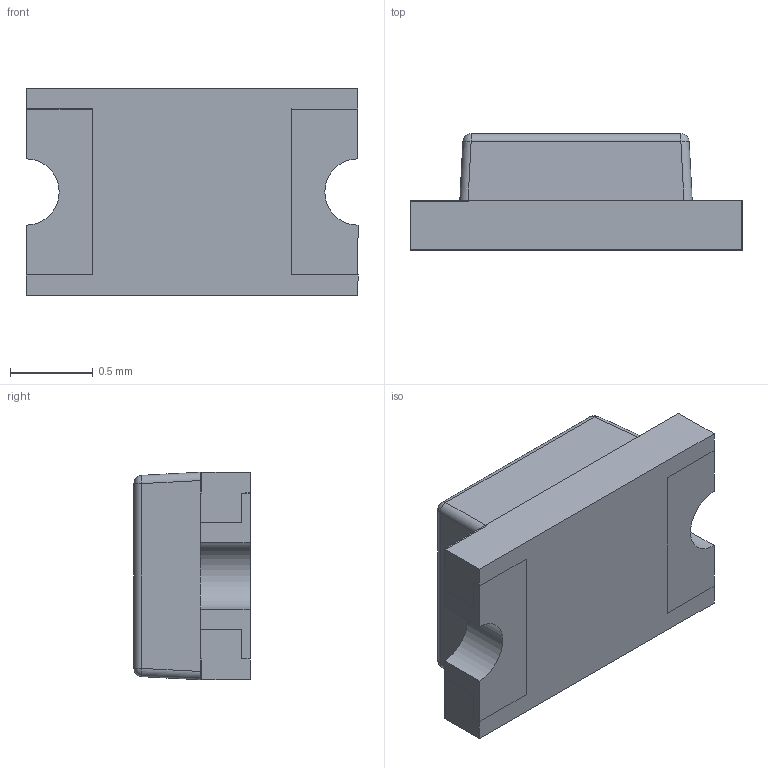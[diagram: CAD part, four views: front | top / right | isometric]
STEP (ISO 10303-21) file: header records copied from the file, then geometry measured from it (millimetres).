
FILE_DESCRIPTION (( 'STEP AP214' ), '1' );
FILE_NAME ('599-0110-007F.STEP', '2021-06-17T05:55:49', ( '' ), ( '' ), 'SwSTEP 2.0', 'SolidWorks 2018', '' );
FILE_SCHEMA (( 'AUTOMOTIVE_DESIGN' ));
Length unit declared in the file: millimetre
Products named in the file (1): 599-0110-007F
Bounding box: 2 x 0.7 x 1.25 mm (x, y, z)
Volume: 1.4 mm3; surface area: 11.4 mm2
Topology: 5 solids, 5 shells, 76 faces, 178 edges, 108 vertices
Faces by surface type: plane 56, cylinder 16, sphere 4
Entity records: 2982 total; most frequent: CARTESIAN_POINT 371, DIRECTION 356, ORIENTED_EDGE 348, EDGE_CURVE 174, LINE 138, VECTOR 138, AXIS2_PLACEMENT_3D 109, VERTEX_POINT 108
